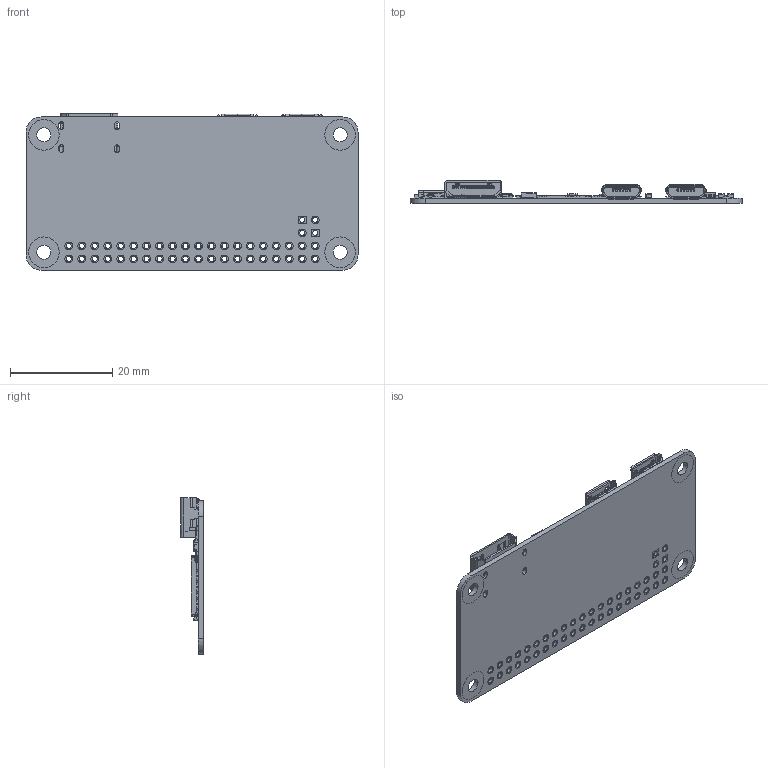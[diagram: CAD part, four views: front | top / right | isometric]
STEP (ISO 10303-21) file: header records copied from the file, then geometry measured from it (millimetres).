
FILE_DESCRIPTION(/* description */ (''),/* implementation_level */ '2;1');
FILE_NAME(/* name */ 'Raspberry_Pi_Zero.step',/* time_stamp */ '2020-08-07T18:46:09+01:00',/* author */ (''),/* organization */ (''),/* preprocessor_version */ 'ST-DEVELOPER v18.1',/* originating_system */ 'Autodesk Translation Framework v9.3.0.1241',/* authorisation */ '');
FILE_SCHEMA (('AUTOMOTIVE_DESIGN { 1 0 10303 214 3 1 1 }'));
Products named in the file (16): Raspberry_Pi_Zero; Raspberry_pizero_PCB; Micro USB_input_female (short)-SMT; CAP-0306; Raspberry_pizero_BCM2835 with VC4; Crystal 3.4x2; 32,768 Khz Crystal; 0805- Capacitor; 0204 - Capacitor Brown; 0204- Resistor; 6-Pin SOT; micro sd molex; hdmi type C; Voltage Regulator 3x3mm 12-Pin; 1210 inductor; 0204 - Capacitor
Assembly tree (81 placements, depth 2):
  Raspberry_Pi_Zero
    Raspberry_pizero_PCB
    Micro USB_input_female (short)-SMT  x2
    0204 - Capacitor  x34
    0204- Resistor  x17
    CAP-0306  x2
    Raspberry_pizero_BCM2835 with VC4
    Crystal 3.4x2
    32,768 Khz Crystal
    0805- Capacitor  x7
    0204 - Capacitor Brown  x8
    6-Pin SOT
    micro sd molex
    hdmi type C
    Voltage Regulator 3x3mm 12-Pin
    1210 inductor  x3
Bounding box: 65 x 4.45 x 30.6 mm (x, y, z)
Volume: 2375.9 mm3; surface area: 6904 mm2
Topology: 137 solids, 137 shells, 5775 faces, 15030 edges, 9281 vertices
Faces by surface type: plane 2969, cylinder 2140, sphere 597, bspline 68, torus 1
Full cylindrical faces by diameter (mm): 0.2 x168, 0.4 x1, 0.6 x1, 1 x44, 1.5 x84, 2.75 x4, 6 x8
Entity records: 89000 total; most frequent: CARTESIAN_POINT 16611, DIRECTION 15159, ORIENTED_EDGE 14716, EDGE_CURVE 7358, AXIS2_PLACEMENT_3D 5170, VERTEX_POINT 4947, LINE 4819, VECTOR 4819
